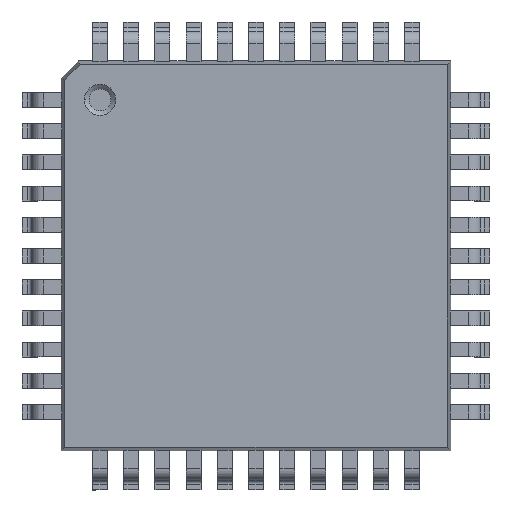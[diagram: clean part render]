
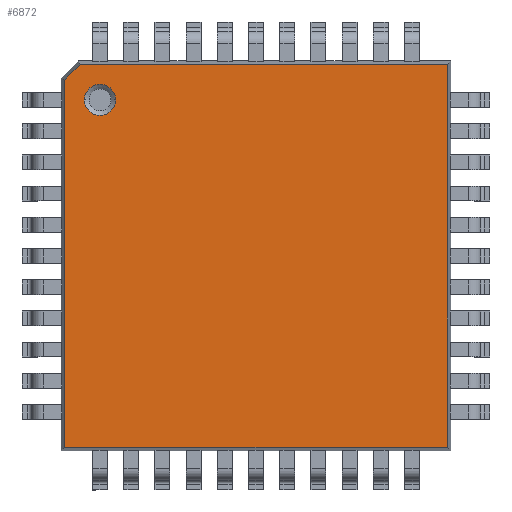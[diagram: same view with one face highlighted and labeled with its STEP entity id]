
A CAD part, top view. The second image highlights one B-rep face of the part: STEP entity #6872.
In plain terms, the highlighted planar face has unit normal (0, 0, 1).
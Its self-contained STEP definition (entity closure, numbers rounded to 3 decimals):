
#6872 = ADVANCED_FACE ( 'NONE', ( #15964, #15963 ), #16011, .F. ) ;
#6912 = EDGE_CURVE ( 'NONE', #6930, #6927, #16066, .T. ) ;
#6914 = VERTEX_POINT ( 'NONE', #16062 ) ;
#6915 = VERTEX_POINT ( 'NONE', #16061 ) ;
#6916 = EDGE_LOOP ( 'NONE', ( #6919, #6928, #6925, #6926, #6985 ) ) ;
#6917 = EDGE_CURVE ( 'NONE', #6931, #6915, #16060, .T. ) ;
#6918 = ORIENTED_EDGE ( 'NONE', *, *, #7666, .F. ) ;
#6919 = ORIENTED_EDGE ( 'NONE', *, *, #6920, .T. ) ;
#6920 = EDGE_CURVE ( 'NONE', #6930, #6914, #16056, .T. ) ;
#6921 = ORIENTED_EDGE ( 'NONE', *, *, #6922, .F. ) ;
#6922 = EDGE_CURVE ( 'NONE', #7667, #7664, #16052, .T. ) ;
#6923 = EDGE_CURVE ( 'NONE', #6915, #6927, #16047, .T. ) ;
#6924 = EDGE_LOOP ( 'NONE', ( #6921, #6918 ) ) ;
#6925 = ORIENTED_EDGE ( 'NONE', *, *, #6917, .T. ) ;
#6926 = ORIENTED_EDGE ( 'NONE', *, *, #6923, .T. ) ;
#6927 = VERTEX_POINT ( 'NONE', #16043 ) ;
#6928 = ORIENTED_EDGE ( 'NONE', *, *, #6929, .T. ) ;
#6929 = EDGE_CURVE ( 'NONE', #6914, #6931, #16106, .T. ) ;
#6930 = VERTEX_POINT ( 'NONE', #16102 ) ;
#6931 = VERTEX_POINT ( 'NONE', #16101 ) ;
#6985 = ORIENTED_EDGE ( 'NONE', *, *, #6912, .F. ) ;
#7664 = VERTEX_POINT ( 'NONE', #17823 ) ;
#7666 = EDGE_CURVE ( 'NONE', #7664, #7667, #17822, .T. ) ;
#7667 = VERTEX_POINT ( 'NONE', #17817 ) ;
#15963 = FACE_OUTER_BOUND ( 'NONE', #6916, .T. ) ;
#15964 = FACE_BOUND ( 'NONE', #6924, .T. ) ;
#16007 = DIRECTION ( 'NONE',  ( -1., 0., 0. ) ) ;
#16008 = DIRECTION ( 'NONE',  ( 0., 0., -1. ) ) ;
#16009 = CARTESIAN_POINT ( 'NONE',  ( 5., 5., 1.1 ) ) ;
#16010 = AXIS2_PLACEMENT_3D ( 'NONE', #16009, #16008, #16007 ) ;
#16011 = PLANE ( 'NONE',  #16010 ) ;
#16043 = CARTESIAN_POINT ( 'NONE',  ( 4.903, -4.903, 1.1 ) ) ;
#16044 = DIRECTION ( 'NONE',  ( 1., 0., 0. ) ) ;
#16045 = VECTOR ( 'NONE', #16044, 1000. ) ;
#16046 = CARTESIAN_POINT ( 'NONE',  ( -5.001, -4.903, 1.1 ) ) ;
#16047 = LINE ( 'NONE', #16046, #16045 ) ;
#16048 = DIRECTION ( 'NONE',  ( 1., 0., 0. ) ) ;
#16049 = DIRECTION ( 'NONE',  ( 0., 0., 1. ) ) ;
#16050 = CARTESIAN_POINT ( 'NONE',  ( -4., 4., 1.1 ) ) ;
#16051 = AXIS2_PLACEMENT_3D ( 'NONE', #16050, #16049, #16048 ) ;
#16052 = CIRCLE ( 'NONE', #16051, 0.4 ) ;
#16053 = DIRECTION ( 'NONE',  ( -1., 0., 0. ) ) ;
#16054 = VECTOR ( 'NONE', #16053, 1000. ) ;
#16055 = CARTESIAN_POINT ( 'NONE',  ( 5.001, 4.903, 1.1 ) ) ;
#16056 = LINE ( 'NONE', #16055, #16054 ) ;
#16057 = DIRECTION ( 'NONE',  ( 0., -1., 0. ) ) ;
#16058 = VECTOR ( 'NONE', #16057, 1000. ) ;
#16059 = CARTESIAN_POINT ( 'NONE',  ( -4.903, 5.001, 1.1 ) ) ;
#16060 = LINE ( 'NONE', #16059, #16058 ) ;
#16061 = CARTESIAN_POINT ( 'NONE',  ( -4.903, -4.903, 1.1 ) ) ;
#16062 = CARTESIAN_POINT ( 'NONE',  ( -4.51, 4.903, 1.1 ) ) ;
#16063 = DIRECTION ( 'NONE',  ( 0., -1., 0. ) ) ;
#16064 = VECTOR ( 'NONE', #16063, 1000. ) ;
#16065 = CARTESIAN_POINT ( 'NONE',  ( 4.903, 5.001, 1.1 ) ) ;
#16066 = LINE ( 'NONE', #16065, #16064 ) ;
#16101 = CARTESIAN_POINT ( 'NONE',  ( -4.903, 4.51, 1.1 ) ) ;
#16102 = CARTESIAN_POINT ( 'NONE',  ( 4.903, 4.903, 1.1 ) ) ;
#16103 = DIRECTION ( 'NONE',  ( -0.707, -0.707, 0. ) ) ;
#16104 = VECTOR ( 'NONE', #16103, 1000. ) ;
#16105 = CARTESIAN_POINT ( 'NONE',  ( -4.834, 4.578, 1.1 ) ) ;
#16106 = LINE ( 'NONE', #16105, #16104 ) ;
#17817 = CARTESIAN_POINT ( 'NONE',  ( -3.6, 4., 1.1 ) ) ;
#17818 = DIRECTION ( 'NONE',  ( 1., 0., 0. ) ) ;
#17819 = DIRECTION ( 'NONE',  ( 0., 0., 1. ) ) ;
#17820 = CARTESIAN_POINT ( 'NONE',  ( -4., 4., 1.1 ) ) ;
#17821 = AXIS2_PLACEMENT_3D ( 'NONE', #17820, #17819, #17818 ) ;
#17822 = CIRCLE ( 'NONE', #17821, 0.4 ) ;
#17823 = CARTESIAN_POINT ( 'NONE',  ( -4.4, 4., 1.1 ) ) ;
